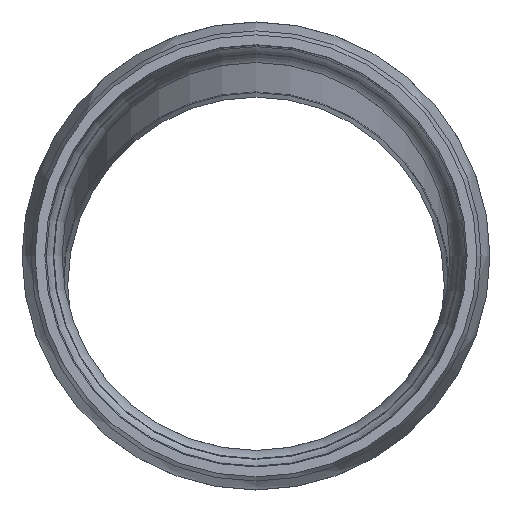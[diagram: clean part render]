
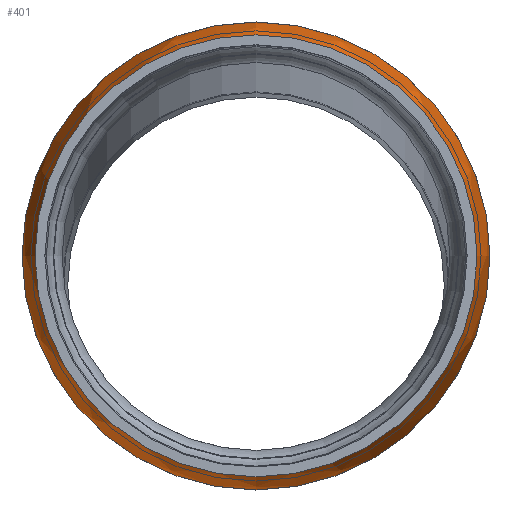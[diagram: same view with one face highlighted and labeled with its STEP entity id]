
A CAD part, top view. The second image highlights one B-rep face of the part: STEP entity #401.
In plain terms, the highlighted free-form (B-spline) face has degree [2, 2] with [3, 9] control points.
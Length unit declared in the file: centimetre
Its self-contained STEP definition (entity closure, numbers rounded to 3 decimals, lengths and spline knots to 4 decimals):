
#77=FACE_OUTER_BOUND('',#103,.T.);
#103=EDGE_LOOP('',(#341,#342,#343,#344,#345));
#144=CIRCLE('',#458,39.7654);
#145=CIRCLE('',#459,42.1);
#146=CIRCLE('',#460,42.1);
#147=CIRCLE('',#461,25.);
#187=VERTEX_POINT('',#824);
#188=VERTEX_POINT('',#853);
#189=VERTEX_POINT('',#854);
#240=EDGE_CURVE('',#187,#187,#144,.T.);
#241=EDGE_CURVE('',#188,#189,#145,.T.);
#242=EDGE_CURVE('',#189,#188,#146,.T.);
#243=EDGE_CURVE('',#189,#187,#147,.T.);
#341=ORIENTED_EDGE('',*,*,#241,.F.);
#342=ORIENTED_EDGE('',*,*,#242,.F.);
#343=ORIENTED_EDGE('',*,*,#243,.T.);
#344=ORIENTED_EDGE('',*,*,#240,.T.);
#345=ORIENTED_EDGE('',*,*,#243,.F.);
#382=(
BOUNDED_SURFACE()
B_SPLINE_SURFACE(2,2,((#826,#827,#828,#829,#830,#831,#832,#833,#834),(#835,
#836,#837,#838,#839,#840,#841,#842,#843),(#844,#845,#846,#847,#848,#849,
#850,#851,#852)),.UNSPECIFIED.,.F.,.T.,.F.)
B_SPLINE_SURFACE_WITH_KNOTS((3,3),(3,2,2,2,3),(-0.4356,0.),
(-3.1416,-1.5708,0.,1.5708,3.1416),
 .UNSPECIFIED.)
GEOMETRIC_REPRESENTATION_ITEM()
RATIONAL_B_SPLINE_SURFACE(((1.,0.707,1.,0.707,1.,
0.707,1.,0.707,1.),(0.976,0.69,
0.976,0.69,0.976,0.69,
0.976,0.69,0.976),(1.,0.707,
1.,0.707,1.,0.707,1.,0.707,1.)))
REPRESENTATION_ITEM('')
SURFACE()
);
#401=ADVANCED_FACE('',(#77),#382,.F.);
#458=AXIS2_PLACEMENT_3D('',#825,#586,#587);
#459=AXIS2_PLACEMENT_3D('',#855,#588,#589);
#460=AXIS2_PLACEMENT_3D('',#856,#590,#591);
#461=AXIS2_PLACEMENT_3D('',#857,#592,#593);
#586=DIRECTION('center_axis',(0.,0.,
-1.));
#587=DIRECTION('ref_axis',(1.,0.,0.));
#588=DIRECTION('center_axis',(0.,0.,
-1.));
#589=DIRECTION('ref_axis',(1.,0.,0.));
#590=DIRECTION('center_axis',(0.,0.,
-1.));
#591=DIRECTION('ref_axis',(1.,0.,0.));
#592=DIRECTION('center_axis',(1.,0.,0.));
#593=DIRECTION('ref_axis',(0.,1.,0.));
#824=CARTESIAN_POINT('',(0.,39.7654,3055.1667));
#825=CARTESIAN_POINT('Origin',(0.,0.,
3055.1667));
#826=CARTESIAN_POINT('Ctrl Pts',(0.,39.7654,3055.1667));
#827=CARTESIAN_POINT('Ctrl Pts',(39.7654,39.7654,3055.1667));
#828=CARTESIAN_POINT('Ctrl Pts',(39.7654,0.,
3055.1667));
#829=CARTESIAN_POINT('Ctrl Pts',(39.7654,-39.7654,3055.1667));
#830=CARTESIAN_POINT('Ctrl Pts',(0.,-39.7654,
3055.1667));
#831=CARTESIAN_POINT('Ctrl Pts',(-39.7654,-39.7654,3055.1667));
#832=CARTESIAN_POINT('Ctrl Pts',(-39.7654,0.,
3055.1667));
#833=CARTESIAN_POINT('Ctrl Pts',(-39.7654,39.7654,3055.1667));
#834=CARTESIAN_POINT('Ctrl Pts',(0.,39.7654,3055.1667));
#835=CARTESIAN_POINT('Ctrl Pts',(0.,42.1,3050.1506));
#836=CARTESIAN_POINT('Ctrl Pts',(42.1,42.1,3050.1506));
#837=CARTESIAN_POINT('Ctrl Pts',(42.1,0.,
3050.1506));
#838=CARTESIAN_POINT('Ctrl Pts',(42.1,-42.1,3050.1506));
#839=CARTESIAN_POINT('Ctrl Pts',(0.,-42.1,
3050.1506));
#840=CARTESIAN_POINT('Ctrl Pts',(-42.1,-42.1,3050.1506));
#841=CARTESIAN_POINT('Ctrl Pts',(-42.1,0.,
3050.1506));
#842=CARTESIAN_POINT('Ctrl Pts',(-42.1,42.1,3050.1506));
#843=CARTESIAN_POINT('Ctrl Pts',(0.,42.1,3050.1506));
#844=CARTESIAN_POINT('Ctrl Pts',(0.,42.1,3044.6178));
#845=CARTESIAN_POINT('Ctrl Pts',(42.1,42.1,3044.6178));
#846=CARTESIAN_POINT('Ctrl Pts',(42.1,0.,
3044.6178));
#847=CARTESIAN_POINT('Ctrl Pts',(42.1,-42.1,3044.6178));
#848=CARTESIAN_POINT('Ctrl Pts',(0.,-42.1,
3044.6178));
#849=CARTESIAN_POINT('Ctrl Pts',(-42.1,-42.1,3044.6178));
#850=CARTESIAN_POINT('Ctrl Pts',(-42.1,0.,
3044.6178));
#851=CARTESIAN_POINT('Ctrl Pts',(-42.1,42.1,3044.6178));
#852=CARTESIAN_POINT('Ctrl Pts',(0.,42.1,3044.6178));
#853=CARTESIAN_POINT('',(42.1,0.,3044.6178));
#854=CARTESIAN_POINT('',(0.,42.1,3044.6178));
#855=CARTESIAN_POINT('Origin',(0.,0.,
3044.6178));
#856=CARTESIAN_POINT('Origin',(0.,0.,
3044.6178));
#857=CARTESIAN_POINT('Origin',(0.,17.1,3044.6178));
